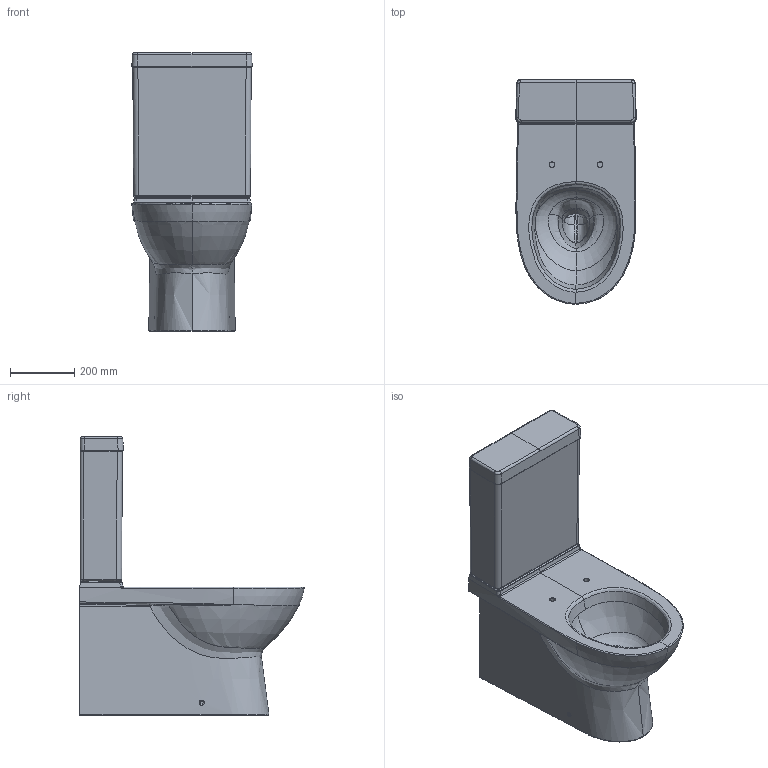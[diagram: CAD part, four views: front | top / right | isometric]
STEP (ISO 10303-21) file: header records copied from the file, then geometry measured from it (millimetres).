
FILE_DESCRIPTION(/* description */ (''),/* implementation_level */ '2;1');
FILE_NAME(/* name */ '564010 Tube Extension BTW RI 305.stp',/* time_stamp */ '2019-03-07T09:53:44+01:00',/* author */ (''),/* organization */ (''),/* preprocessor_version */ 'ST-DEVELOPER v16',/* originating_system */ 'SIEMENS PLM Software NX 10.0',/* authorisation */ '');
FILE_SCHEMA (('AUTOMOTIVE_DESIGN { 1 0 10303 214 3 1 1 1 }'));
Products named in the file (1): Sier1EA0B88Ezf0g
Bounding box: 375.08 x 699.47 x 869.38 mm (x, y, z)
Volume: 71222703.2 mm3; surface area: 1750514.9 mm2
Topology: 1 solids, 1 shells, 211 faces, 543 edges, 336 vertices
Faces by surface type: bspline 154, cylinder 28, plane 23, extrusion 6
Full cylindrical faces by diameter (mm): 10 x2, 16 x2
Entity records: 33161 total; most frequent: CARTESIAN_POINT 29457, ORIENTED_EDGE 1054, EDGE_CURVE 527, B_SPLINE_CURVE_WITH_KNOTS 390, VERTEX_POINT 330, DIRECTION 289, EDGE_LOOP 223, ADVANCED_FACE 211
